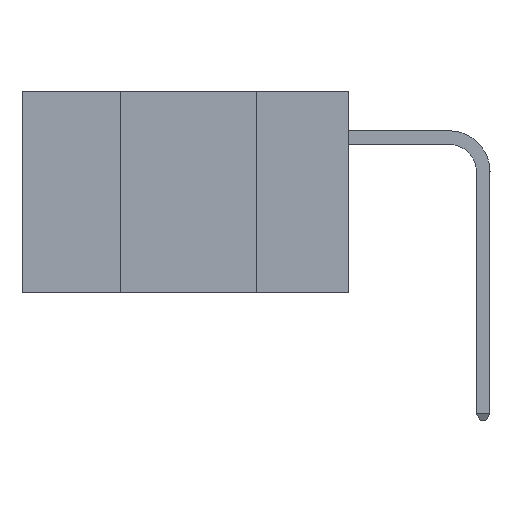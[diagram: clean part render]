
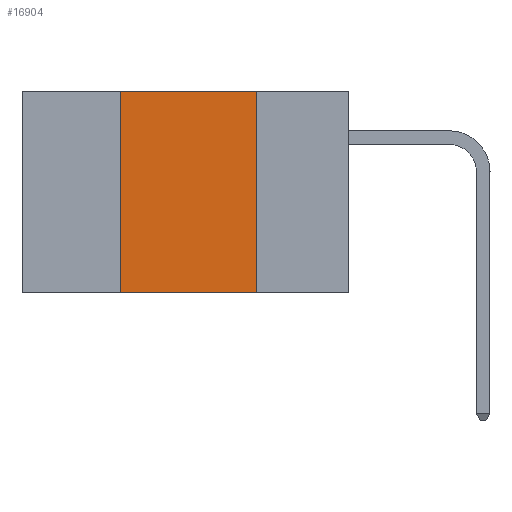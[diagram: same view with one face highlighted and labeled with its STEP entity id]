
A CAD part, left-side view. The second image highlights one B-rep face of the part: STEP entity #16904.
In plain terms, the highlighted planar face has unit normal (-1, 0, 0).
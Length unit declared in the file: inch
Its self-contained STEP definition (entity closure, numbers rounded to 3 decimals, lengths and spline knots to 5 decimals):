
#345 = DIRECTION ( 'NONE',  ( 0., 0., 1. ) ) ;
#785 = FACE_OUTER_BOUND ( 'NONE', #13091, .T. ) ;
#2672 = VECTOR ( 'NONE', #36884, 39.37008 ) ;
#6756 = CARTESIAN_POINT ( 'NONE',  ( 0., 0.42, 0. ) ) ;
#6839 = CARTESIAN_POINT ( 'NONE',  ( 0., 0.42, 0. ) ) ;
#8186 = CARTESIAN_POINT ( 'NONE',  ( 0., 0.6, -0.37 ) ) ;
#8520 = CARTESIAN_POINT ( 'NONE',  ( 0., 0.42, -0.37 ) ) ;
#8598 = VECTOR ( 'NONE', #26558, 39.37008 ) ;
#9455 = DIRECTION ( 'NONE',  ( 0., -1., 0. ) ) ;
#10611 = AXIS2_PLACEMENT_3D ( 'NONE', #30951, #12862, #15901 ) ;
#12862 = DIRECTION ( 'NONE',  ( 1., 0., 0. ) ) ;
#12941 = LINE ( 'NONE', #33550, #29035 ) ;
#13091 = EDGE_LOOP ( 'NONE', ( #23750, #27756, #18915, #27628 ) ) ;
#14383 = CARTESIAN_POINT ( 'NONE',  ( 0., 0.17, -0.37 ) ) ;
#15901 = DIRECTION ( 'NONE',  ( 0., 0., -1. ) ) ;
#16904 = ADVANCED_FACE ( 'NONE', ( #785 ), #25271, .F. ) ;
#18738 = LINE ( 'NONE', #27501, #2672 ) ;
#18915 = ORIENTED_EDGE ( 'NONE', *, *, #20643, .F. ) ;
#19193 = EDGE_CURVE ( 'NONE', #37150, #37187, #30370, .T. ) ;
#20042 = VERTEX_POINT ( 'NONE', #6756 ) ;
#20643 = EDGE_CURVE ( 'NONE', #37150, #20042, #26516, .T. ) ;
#23750 = ORIENTED_EDGE ( 'NONE', *, *, #26447, .F. ) ;
#25271 = PLANE ( 'NONE',  #10611 ) ;
#26447 = EDGE_CURVE ( 'NONE', #35942, #37187, #18738, .T. ) ;
#26516 = LINE ( 'NONE', #6839, #37829 ) ;
#26558 = DIRECTION ( 'NONE',  ( 0., -1., 0. ) ) ;
#27501 = CARTESIAN_POINT ( 'NONE',  ( 0., 0.17, 0. ) ) ;
#27628 = ORIENTED_EDGE ( 'NONE', *, *, #19193, .T. ) ;
#27756 = ORIENTED_EDGE ( 'NONE', *, *, #28455, .F. ) ;
#28455 = EDGE_CURVE ( 'NONE', #20042, #35942, #12941, .T. ) ;
#29035 = VECTOR ( 'NONE', #9455, 39.37008 ) ;
#30125 = CARTESIAN_POINT ( 'NONE',  ( 0., 0.17, 0. ) ) ;
#30370 = LINE ( 'NONE', #8186, #8598 ) ;
#30951 = CARTESIAN_POINT ( 'NONE',  ( 0., 0.6, 0. ) ) ;
#33550 = CARTESIAN_POINT ( 'NONE',  ( 0., 0.6, 0. ) ) ;
#35942 = VERTEX_POINT ( 'NONE', #30125 ) ;
#36884 = DIRECTION ( 'NONE',  ( 0., 0., -1. ) ) ;
#37150 = VERTEX_POINT ( 'NONE', #8520 ) ;
#37187 = VERTEX_POINT ( 'NONE', #14383 ) ;
#37829 = VECTOR ( 'NONE', #345, 39.37008 ) ;
